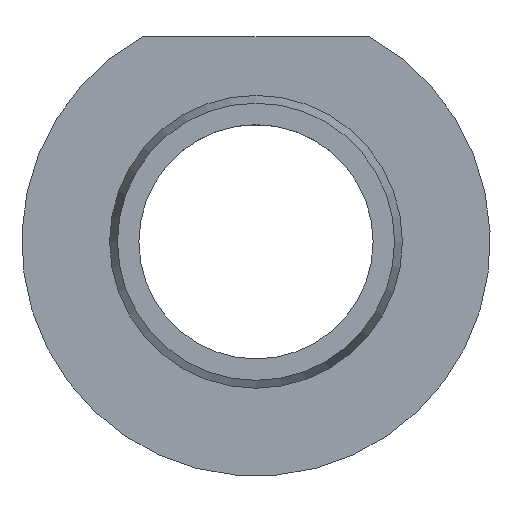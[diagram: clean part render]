
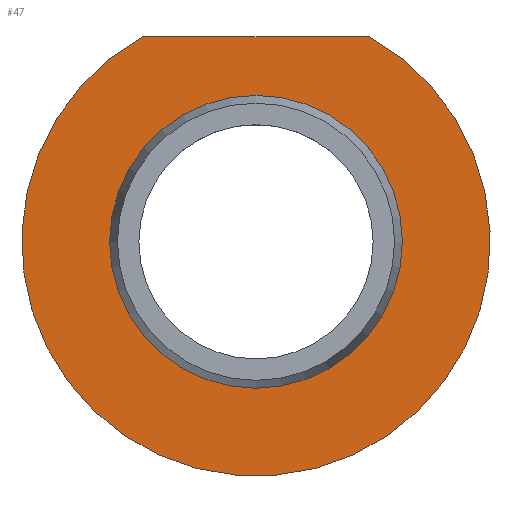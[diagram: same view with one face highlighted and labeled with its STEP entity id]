
A CAD part, front view. The second image highlights one B-rep face of the part: STEP entity #47.
In plain terms, the highlighted planar face has unit normal (0, -1, 0).
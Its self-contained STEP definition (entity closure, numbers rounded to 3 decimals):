
#47=ADVANCED_FACE('',(#94,#95),#60,.F.);
#60=PLANE('',#248);
#71=LINE('',#353,#83);
#83=VECTOR('',#286,1.);
#94=FACE_BOUND('',#113,.T.);
#95=FACE_BOUND('',#114,.T.);
#113=EDGE_LOOP('',(#141));
#114=EDGE_LOOP('',(#142,#143));
#141=ORIENTED_EDGE('',*,*,#209,.F.);
#142=ORIENTED_EDGE('',*,*,#210,.F.);
#143=ORIENTED_EDGE('',*,*,#208,.T.);
#187=VERTEX_POINT('',#346);
#188=VERTEX_POINT('',#348);
#189=VERTEX_POINT('',#352);
#208=EDGE_CURVE('',#187,#188,#230,.T.);
#209=EDGE_CURVE('',#189,#189,#231,.T.);
#210=EDGE_CURVE('',#187,#188,#71,.T.);
#230=CIRCLE('',#245,8.);
#231=CIRCLE('',#247,5.);
#245=AXIS2_PLACEMENT_3D('',#349,#280,#281);
#247=AXIS2_PLACEMENT_3D('',#351,#284,#285);
#248=AXIS2_PLACEMENT_3D('',#354,#287,#288);
#280=DIRECTION('',(0.,-1.,0.));
#281=DIRECTION('',(1.,0.,0.));
#284=DIRECTION('',(0.,-1.,0.));
#285=DIRECTION('',(1.,0.,0.));
#286=DIRECTION('',(1.,0.,0.));
#287=DIRECTION('',(0.,1.,0.));
#288=DIRECTION('',(-1.,0.,0.));
#346=CARTESIAN_POINT('',(-3.873,20.5,7.));
#348=CARTESIAN_POINT('',(3.873,20.5,7.));
#349=CARTESIAN_POINT('',(0.,20.5,0.));
#351=CARTESIAN_POINT('',(0.,20.5,0.));
#352=CARTESIAN_POINT('',(5.,20.5,0.));
#353=CARTESIAN_POINT('',(8.,20.5,7.));
#354=CARTESIAN_POINT('',(8.,20.5,0.));
